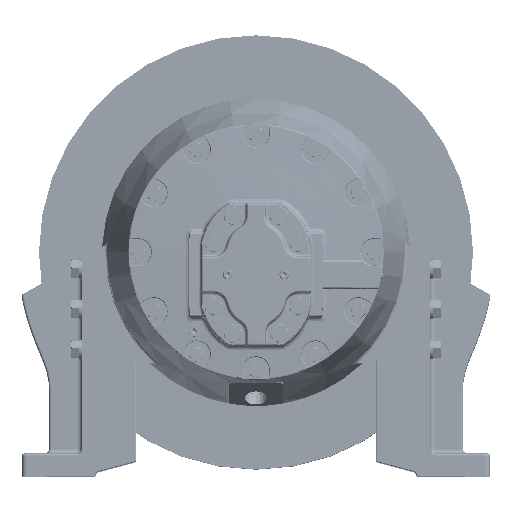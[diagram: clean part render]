
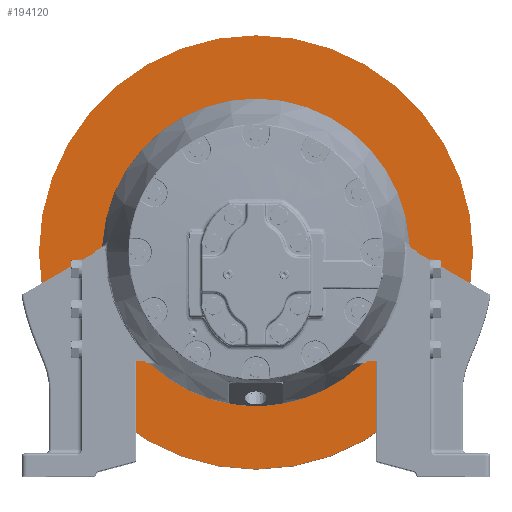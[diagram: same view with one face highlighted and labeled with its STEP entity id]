
A CAD part, top view. The second image highlights one B-rep face of the part: STEP entity #194120.
In plain terms, the highlighted planar face has unit normal (0, 0, 1).
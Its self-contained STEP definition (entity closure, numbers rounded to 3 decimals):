
#185342=CARTESIAN_POINT('',(0.,0.,-7.567));
#185343=DIRECTION('',(0.,0.,1.));
#185344=DIRECTION('',(1.,0.,0.));
#185345=AXIS2_PLACEMENT_3D('',#185342,#185343,#185344);
#185347=CARTESIAN_POINT('',(0.,0.,-7.567));
#185348=DIRECTION('',(0.,0.,1.));
#185349=DIRECTION('',(-1.,0.,0.));
#185350=AXIS2_PLACEMENT_3D('',#185347,#185348,#185349);
#185352=CARTESIAN_POINT('',(0.,0.,-7.567));
#185353=DIRECTION('',(0.,0.,-1.));
#185354=DIRECTION('',(-1.,0.,0.));
#185355=AXIS2_PLACEMENT_3D('',#185352,#185353,#185354);
#185357=CARTESIAN_POINT('',(0.,0.,-7.567));
#185358=DIRECTION('',(0.,0.,-1.));
#185359=DIRECTION('',(1.,0.,0.));
#185360=AXIS2_PLACEMENT_3D('',#185357,#185358,#185359);
#187143=CARTESIAN_POINT('',(12.,0.,-7.567));
#187144=CARTESIAN_POINT('',(-12.,0.,-7.567));
#187145=VERTEX_POINT('',#187143);
#187146=VERTEX_POINT('',#187144);
#187179=CARTESIAN_POINT('',(-5.631,0.,-7.567));
#187180=CARTESIAN_POINT('',(5.631,0.,-7.567));
#187181=VERTEX_POINT('',#187179);
#187182=VERTEX_POINT('',#187180);
#194105=CARTESIAN_POINT('',(-5.631,0.,-7.567));
#194106=DIRECTION('',(0.,0.,1.));
#194107=DIRECTION('',(-1.,0.,0.));
#194108=AXIS2_PLACEMENT_3D('',#194105,#194106,#194107);
#194109=PLANE('',#194108);
#194111=ORIENTED_EDGE('',*,*,#194110,.F.);
#194113=ORIENTED_EDGE('',*,*,#194112,.F.);
#194114=EDGE_LOOP('',(#194111,#194113));
#194115=FACE_OUTER_BOUND('',#194114,.F.);
#194116=ORIENTED_EDGE('',*,*,#194053,.F.);
#194117=ORIENTED_EDGE('',*,*,#194073,.F.);
#194118=EDGE_LOOP('',(#194116,#194117));
#194119=FACE_BOUND('',#194118,.F.);
#185346=CIRCLE('',#185345,12.);
#185351=CIRCLE('',#185350,12.);
#185356=CIRCLE('',#185355,5.631);
#185361=CIRCLE('',#185360,5.631);
#194053=EDGE_CURVE('',#187181,#187182,#185356,.T.);
#194073=EDGE_CURVE('',#187182,#187181,#185361,.T.);
#194110=EDGE_CURVE('',#187145,#187146,#185346,.T.);
#194112=EDGE_CURVE('',#187146,#187145,#185351,.T.);
#194120=ADVANCED_FACE('',(#194115,#194119),#194109,.T.);
